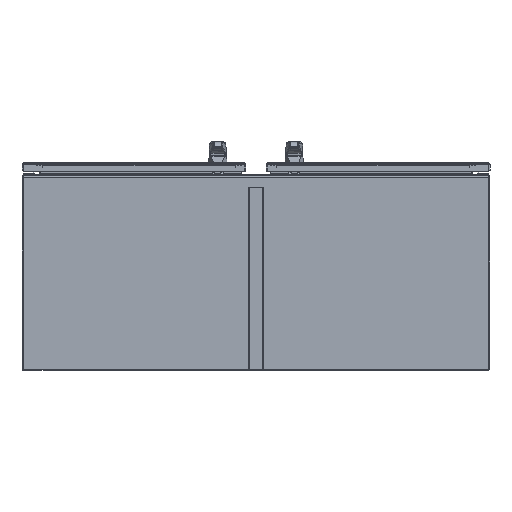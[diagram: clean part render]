
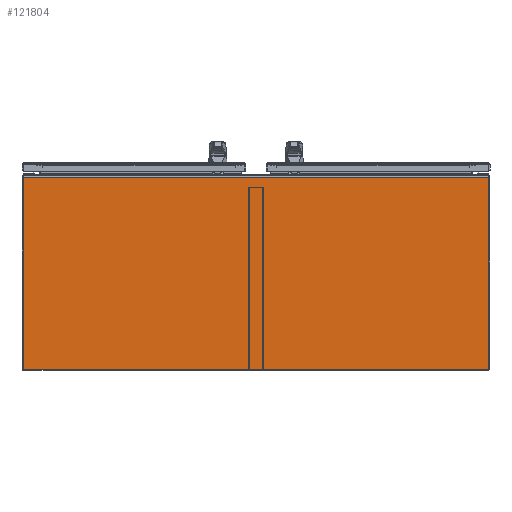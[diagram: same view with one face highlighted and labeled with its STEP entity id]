
A CAD part, front view. The second image highlights one B-rep face of the part: STEP entity #121804.
In plain terms, the highlighted planar face has unit normal (0, -1, 0).
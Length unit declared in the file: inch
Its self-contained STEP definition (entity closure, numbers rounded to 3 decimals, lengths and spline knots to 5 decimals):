
#2751 = CARTESIAN_POINT ( 'NONE',  ( 47.917, -0.104, 19.88037 ) ) ;
#4522 = CARTESIAN_POINT ( 'NONE',  ( 47.917, -0.104, 0.104 ) ) ;
#6135 = CARTESIAN_POINT ( 'NONE',  ( 0., -0.104, 0.104 ) ) ;
#11725 = EDGE_CURVE ( 'NONE', #108902, #66710, #25860, .T. ) ;
#12196 = VECTOR ( 'NONE', #12748, 39.37008 ) ;
#12748 = DIRECTION ( 'NONE',  ( 1., 0., 0. ) ) ;
#16613 = DIRECTION ( 'NONE',  ( 0., 0., -1. ) ) ;
#18874 = CARTESIAN_POINT ( 'NONE',  ( 0., -0.104, 19.88037 ) ) ;
#20692 = VERTEX_POINT ( 'NONE', #18874 ) ;
#25860 = LINE ( 'NONE', #40254, #127501 ) ;
#27545 = DIRECTION ( 'NONE',  ( 0., 0., 1. ) ) ;
#29089 = LINE ( 'NONE', #97999, #12196 ) ;
#29611 = PLANE ( 'NONE',  #36616 ) ;
#32234 = DIRECTION ( 'NONE',  ( -1., 0., 0. ) ) ;
#36616 = AXIS2_PLACEMENT_3D ( 'NONE', #147595, #75385, #27545 ) ;
#40254 = CARTESIAN_POINT ( 'NONE',  ( 47.917, -0.104, 20.021 ) ) ;
#45468 = ORIENTED_EDGE ( 'NONE', *, *, #131197, .F. ) ;
#52066 = LINE ( 'NONE', #136478, #84152 ) ;
#52439 = EDGE_LOOP ( 'NONE', ( #45468, #80134, #96477, #52861 ) ) ;
#52861 = ORIENTED_EDGE ( 'NONE', *, *, #149400, .F. ) ;
#66710 = VERTEX_POINT ( 'NONE', #4522 ) ;
#75385 = DIRECTION ( 'NONE',  ( 0., 1., 0. ) ) ;
#76336 = DIRECTION ( 'NONE',  ( 0., 0., 1. ) ) ;
#80134 = ORIENTED_EDGE ( 'NONE', *, *, #137233, .F. ) ;
#84152 = VECTOR ( 'NONE', #76336, 39.37008 ) ;
#87910 = FACE_OUTER_BOUND ( 'NONE', #52439, .T. ) ;
#92254 = CARTESIAN_POINT ( 'NONE',  ( 0., -0.104, 0.104 ) ) ;
#96477 = ORIENTED_EDGE ( 'NONE', *, *, #11725, .F. ) ;
#97999 = CARTESIAN_POINT ( 'NONE',  ( 23.9585, -0.104, 19.88037 ) ) ;
#108902 = VERTEX_POINT ( 'NONE', #2751 ) ;
#119186 = VERTEX_POINT ( 'NONE', #6135 ) ;
#121804 = ADVANCED_FACE ( 'NONE', ( #87910 ), #29611, .F. ) ;
#127501 = VECTOR ( 'NONE', #16613, 39.37008 ) ;
#131197 = EDGE_CURVE ( 'NONE', #119186, #20692, #52066, .T. ) ;
#136478 = CARTESIAN_POINT ( 'NONE',  ( 0., -0.104, 20.021 ) ) ;
#137233 = EDGE_CURVE ( 'NONE', #66710, #119186, #148189, .T. ) ;
#144510 = VECTOR ( 'NONE', #32234, 39.37008 ) ;
#147595 = CARTESIAN_POINT ( 'NONE',  ( 23.9585, -0.104, 10.1145 ) ) ;
#148189 = LINE ( 'NONE', #92254, #144510 ) ;
#149400 = EDGE_CURVE ( 'NONE', #20692, #108902, #29089, .T. ) ;
